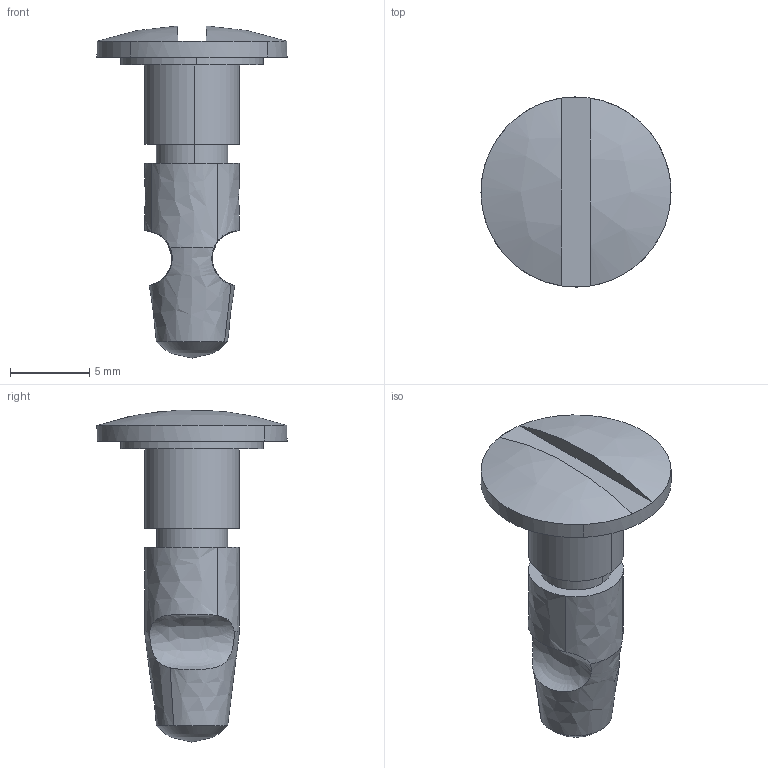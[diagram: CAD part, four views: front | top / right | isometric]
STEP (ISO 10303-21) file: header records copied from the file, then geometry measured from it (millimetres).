
FILE_DESCRIPTION((''),'2;1');
FILE_NAME('','2005-07-15T17:12:58',(''),(''),'','CADfix','');
FILE_SCHEMA(('AUTOMOTIVE_DESIGN'));
Length unit declared in the file: millimetre
Products named in the file (1): fastener
Bounding box: 12 x 12 x 20.96 mm (x, y, z)
Volume: 607.6 mm3; surface area: 627.5 mm2
Topology: 1 solids, 1 shells, 26 faces, 72 edges, 52 vertices
Faces by surface type: bspline 26
Entity records: 1239 total; most frequent: CARTESIAN_POINT 832, ORIENTED_EDGE 144, EDGE_CURVE 72, VERTEX_POINT 52, EDGE_LOOP 30, FACE_OUTER_BOUND 26, ADVANCED_FACE 26, QUASI_UNIFORM_CURVE 15
